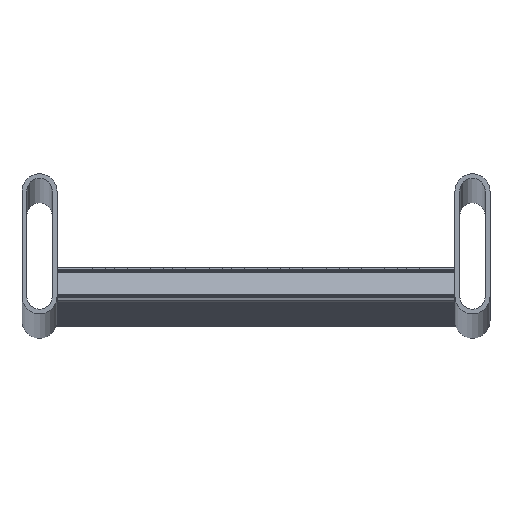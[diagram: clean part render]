
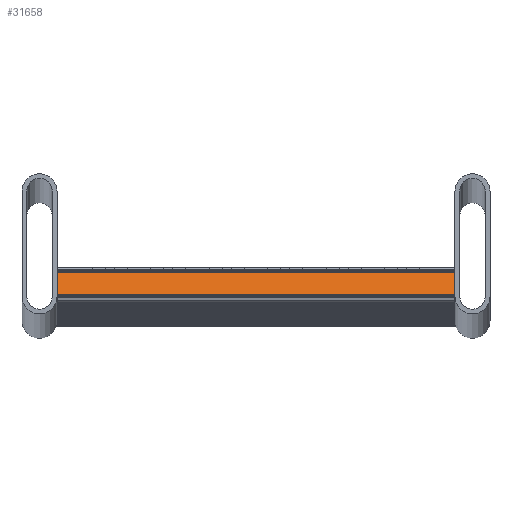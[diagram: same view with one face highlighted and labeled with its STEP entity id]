
A CAD part, top view. The second image highlights one B-rep face of the part: STEP entity #31658.
In plain terms, the highlighted planar face has unit normal (0, 0.314, 0.949).
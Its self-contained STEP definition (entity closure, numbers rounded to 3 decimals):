
#612 = EDGE_CURVE ( 'NONE', #8161, #14331, #3142, .T. ) ;
#1731 = VECTOR ( 'NONE', #56662, 1000. ) ;
#2378 = CARTESIAN_POINT ( 'NONE',  ( 85., -11.715, 2886.067 ) ) ;
#2410 = CARTESIAN_POINT ( 'NONE',  ( 85., -21.715, 2889.374 ) ) ;
#2867 = CARTESIAN_POINT ( 'NONE',  ( -85., -11.715, 2886.067 ) ) ;
#3142 = LINE ( 'NONE', #12870, #1731 ) ;
#3374 = DIRECTION ( 'NONE',  ( 0., 0.949, -0.314 ) ) ;
#5411 = DIRECTION ( 'NONE',  ( 0., 0.314, 0.949 ) ) ;
#6158 = LINE ( 'NONE', #2410, #24275 ) ;
#8161 = VERTEX_POINT ( 'NONE', #34240 ) ;
#8755 = LINE ( 'NONE', #37453, #41259 ) ;
#12870 = CARTESIAN_POINT ( 'NONE',  ( -85., -11.715, 2886.067 ) ) ;
#14194 = CARTESIAN_POINT ( 'NONE',  ( 85., -11.715, 2886.067 ) ) ;
#14331 = VERTEX_POINT ( 'NONE', #2867 ) ;
#14561 = EDGE_LOOP ( 'NONE', ( #51364, #56963, #53494, #23842 ) ) ;
#23842 = ORIENTED_EDGE ( 'NONE', *, *, #45430, .T. ) ;
#24275 = VECTOR ( 'NONE', #24678, 1000. ) ;
#24678 = DIRECTION ( 'NONE',  ( -1., 0., 0. ) ) ;
#25394 = FACE_OUTER_BOUND ( 'NONE', #14561, .T. ) ;
#25538 = VERTEX_POINT ( 'NONE', #40360 ) ;
#31658 = ADVANCED_FACE ( 'NONE', ( #25394 ), #40609, .T. ) ;
#34240 = CARTESIAN_POINT ( 'NONE',  ( -85., -21.715, 2889.374 ) ) ;
#34816 = VERTEX_POINT ( 'NONE', #48075 ) ;
#36383 = DIRECTION ( 'NONE',  ( 0., -0.949, 0.314 ) ) ;
#37453 = CARTESIAN_POINT ( 'NONE',  ( 85., -11.715, 2886.067 ) ) ;
#40360 = CARTESIAN_POINT ( 'NONE',  ( 85., -21.715, 2889.374 ) ) ;
#40609 = PLANE ( 'NONE',  #44142 ) ;
#41259 = VECTOR ( 'NONE', #46354, 1000. ) ;
#42554 = VECTOR ( 'NONE', #3374, 1000. ) ;
#44142 = AXIS2_PLACEMENT_3D ( 'NONE', #14194, #5411, #36383 ) ;
#45430 = EDGE_CURVE ( 'NONE', #34816, #14331, #8755, .T. ) ;
#46354 = DIRECTION ( 'NONE',  ( -1., 0., 0. ) ) ;
#48075 = CARTESIAN_POINT ( 'NONE',  ( 85., -11.715, 2886.067 ) ) ;
#48530 = EDGE_CURVE ( 'NONE', #25538, #34816, #54351, .T. ) ;
#51364 = ORIENTED_EDGE ( 'NONE', *, *, #612, .F. ) ;
#51780 = EDGE_CURVE ( 'NONE', #25538, #8161, #6158, .T. ) ;
#53494 = ORIENTED_EDGE ( 'NONE', *, *, #48530, .T. ) ;
#54351 = LINE ( 'NONE', #2378, #42554 ) ;
#56662 = DIRECTION ( 'NONE',  ( 0., 0.949, -0.314 ) ) ;
#56963 = ORIENTED_EDGE ( 'NONE', *, *, #51780, .F. ) ;
